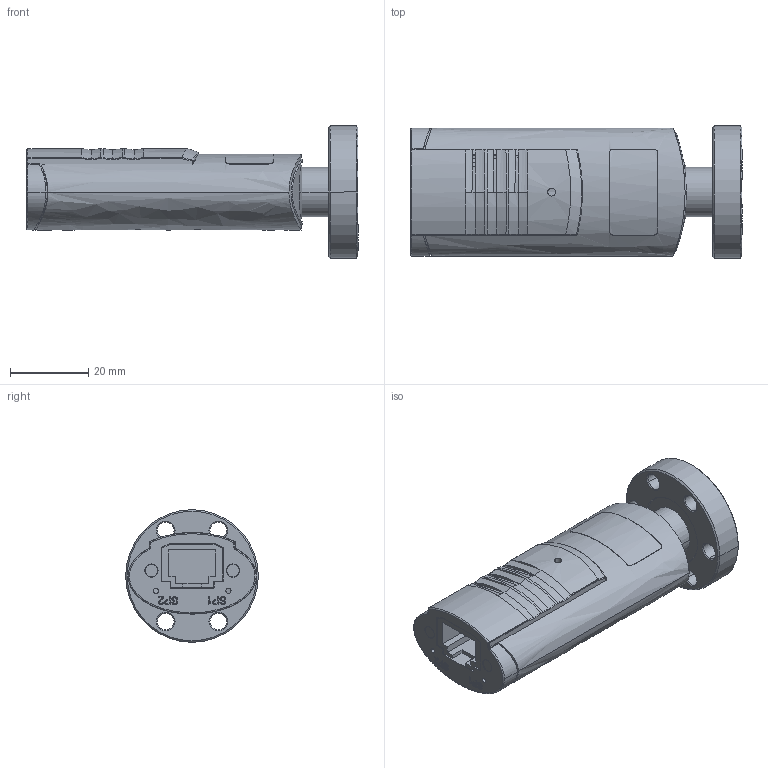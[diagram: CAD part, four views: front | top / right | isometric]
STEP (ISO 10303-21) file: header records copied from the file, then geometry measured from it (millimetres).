
FILE_DESCRIPTION((''),'2;1');
FILE_NAME('350-142.stp','2005-02-03T16:54:32',('BEM'),(''),'Autodesk Inventor 9','Autodesk Inventor 9','');
FILE_SCHEMA(('AUTOMOTIVE_DESIGN { 1 0 10303 214 1 1 1 1 }'));
Length unit declared in the file: millimetre
Products named in the file (1): 350-142
Bounding box: 85.1 x 34 x 34 mm (x, y, z)
Volume: 17547.8 mm3; surface area: 21534.9 mm2
Topology: 1 solids, 1 shells, 712 faces, 2018 edges, 1320 vertices
Faces by surface type: plane 267, bspline 202, cylinder 183, cone 54, sphere 4, torus 2
Entity records: 27582 total; most frequent: CARTESIAN_POINT 10269, ORIENTED_EDGE 4032, DIRECTION 2945, EDGE_CURVE 2016, VERTEX_POINT 1320, VECTOR 1103, LINE 1103, AXIS2_PLACEMENT_3D 921
